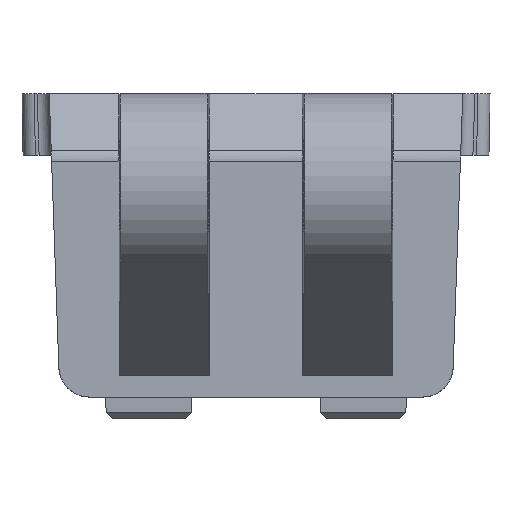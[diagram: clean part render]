
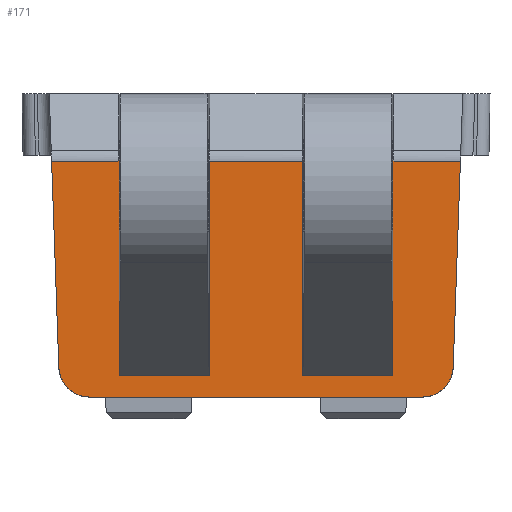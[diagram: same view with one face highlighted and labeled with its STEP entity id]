
A CAD part, top view. The second image highlights one B-rep face of the part: STEP entity #171.
In plain terms, the highlighted planar face has unit normal (0, 0, 1).
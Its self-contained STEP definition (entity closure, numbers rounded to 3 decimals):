
#74=CIRCLE('',#1491,1.);
#75=CIRCLE('',#1492,1.);
#110=PLANE('',#1493);
#171=ADVANCED_FACE('',(#271),#110,.T.);
#271=FACE_OUTER_BOUND('',#344,.T.);
#344=EDGE_LOOP('',(#487,#488,#489,#490,#491,#492,#493,#494,#495,#496,#497,
#498,#499,#500));
#487=ORIENTED_EDGE('',*,*,#1019,.F.);
#488=ORIENTED_EDGE('',*,*,#1020,.T.);
#489=ORIENTED_EDGE('',*,*,#1021,.T.);
#490=ORIENTED_EDGE('',*,*,#1022,.T.);
#491=ORIENTED_EDGE('',*,*,#1023,.F.);
#492=ORIENTED_EDGE('',*,*,#1024,.T.);
#493=ORIENTED_EDGE('',*,*,#1004,.T.);
#494=ORIENTED_EDGE('',*,*,#1025,.F.);
#495=ORIENTED_EDGE('',*,*,#1018,.F.);
#496=ORIENTED_EDGE('',*,*,#1026,.T.);
#497=ORIENTED_EDGE('',*,*,#1027,.T.);
#498=ORIENTED_EDGE('',*,*,#1028,.T.);
#499=ORIENTED_EDGE('',*,*,#1029,.T.);
#500=ORIENTED_EDGE('',*,*,#1030,.F.);
#871=VERTEX_POINT('',#2065);
#872=VERTEX_POINT('',#2067);
#879=VERTEX_POINT('',#2087);
#882=VERTEX_POINT('',#2093);
#883=VERTEX_POINT('',#2097);
#884=VERTEX_POINT('',#2098);
#885=VERTEX_POINT('',#2100);
#886=VERTEX_POINT('',#2102);
#887=VERTEX_POINT('',#2104);
#888=VERTEX_POINT('',#2106);
#889=VERTEX_POINT('',#2110);
#890=VERTEX_POINT('',#2112);
#891=VERTEX_POINT('',#2114);
#892=VERTEX_POINT('',#2116);
#1004=EDGE_CURVE('',#872,#871,#1206,.T.);
#1018=EDGE_CURVE('',#882,#879,#1214,.T.);
#1019=EDGE_CURVE('',#883,#884,#1215,.T.);
#1020=EDGE_CURVE('',#883,#885,#1216,.T.);
#1021=EDGE_CURVE('',#885,#886,#1217,.T.);
#1022=EDGE_CURVE('',#886,#887,#1218,.T.);
#1023=EDGE_CURVE('',#888,#887,#1219,.T.);
#1024=EDGE_CURVE('',#888,#872,#1220,.T.);
#1025=EDGE_CURVE('',#879,#871,#1221,.T.);
#1026=EDGE_CURVE('',#882,#889,#1222,.T.);
#1027=EDGE_CURVE('',#889,#890,#1223,.T.);
#1028=EDGE_CURVE('',#890,#891,#74,.T.);
#1029=EDGE_CURVE('',#891,#892,#1224,.T.);
#1030=EDGE_CURVE('',#884,#892,#75,.T.);
#1206=LINE('',#2066,#1336);
#1214=LINE('',#2094,#1344);
#1215=LINE('',#2096,#1345);
#1216=LINE('',#2099,#1346);
#1217=LINE('',#2101,#1347);
#1218=LINE('',#2103,#1348);
#1219=LINE('',#2105,#1349);
#1220=LINE('',#2107,#1350);
#1221=LINE('',#2108,#1351);
#1222=LINE('',#2109,#1352);
#1223=LINE('',#2111,#1353);
#1224=LINE('',#2115,#1354);
#1336=VECTOR('',#1638,1.);
#1344=VECTOR('',#1664,1.);
#1345=VECTOR('',#1667,1.);
#1346=VECTOR('',#1668,1.);
#1347=VECTOR('',#1669,1.);
#1348=VECTOR('',#1670,1.);
#1349=VECTOR('',#1671,1.);
#1350=VECTOR('',#1672,1.);
#1351=VECTOR('',#1673,1.);
#1352=VECTOR('',#1674,1.);
#1353=VECTOR('',#1675,1.);
#1354=VECTOR('',#1678,1.);
#1491=AXIS2_PLACEMENT_3D('',#2113,#1676,#1677);
#1492=AXIS2_PLACEMENT_3D('',#2117,#1679,#1680);
#1493=AXIS2_PLACEMENT_3D('',#2118,#1681,#1682);
#1638=DIRECTION('',(0.,-1.,0.));
#1664=DIRECTION('',(0.,-1.,0.));
#1667=DIRECTION('',(-0.035,-0.999,0.));
#1668=DIRECTION('',(-1.,0.,0.));
#1669=DIRECTION('',(0.,-1.,0.));
#1670=DIRECTION('',(-1.,0.,0.));
#1671=DIRECTION('',(0.,-1.,0.));
#1672=DIRECTION('',(-1.,0.,0.));
#1673=DIRECTION('',(1.,0.,0.));
#1674=DIRECTION('',(-1.,0.,0.));
#1675=DIRECTION('',(0.035,-0.999,0.));
#1676=DIRECTION('',(0.,0.,1.));
#1677=DIRECTION('',(-0.999,-0.035,0.));
#1678=DIRECTION('',(1.,0.,0.));
#1679=DIRECTION('',(0.,0.,-1.));
#1680=DIRECTION('',(0.999,-0.035,0.));
#1681=DIRECTION('',(0.,0.,1.));
#1682=DIRECTION('',(1.,0.,0.));
#2065=CARTESIAN_POINT('',(-1.53,-9.199,23.));
#2066=CARTESIAN_POINT('',(-1.53,-2.,23.));
#2067=CARTESIAN_POINT('',(-1.53,-2.207,23.));
#2087=CARTESIAN_POINT('',(-4.47,-9.199,23.));
#2093=CARTESIAN_POINT('',(-4.47,-2.207,23.));
#2094=CARTESIAN_POINT('',(-4.47,-2.,23.));
#2096=CARTESIAN_POINT('',(6.676,-2.,23.));
#2097=CARTESIAN_POINT('',(6.669,-2.207,23.));
#2098=CARTESIAN_POINT('',(6.434,-8.935,23.));
#2099=CARTESIAN_POINT('',(4.47,-2.207,23.));
#2100=CARTESIAN_POINT('',(4.47,-2.207,23.));
#2101=CARTESIAN_POINT('',(4.47,-2.,23.));
#2102=CARTESIAN_POINT('',(4.47,-9.199,23.));
#2103=CARTESIAN_POINT('',(4.47,-9.199,23.));
#2104=CARTESIAN_POINT('',(1.53,-9.199,23.));
#2105=CARTESIAN_POINT('',(1.53,-2.,23.));
#2106=CARTESIAN_POINT('',(1.53,-2.207,23.));
#2107=CARTESIAN_POINT('',(-1.53,-2.207,23.));
#2108=CARTESIAN_POINT('',(-4.47,-9.199,23.));
#2109=CARTESIAN_POINT('',(0.,-2.207,23.));
#2110=CARTESIAN_POINT('',(-6.669,-2.207,23.));
#2111=CARTESIAN_POINT('',(-6.676,-2.,23.));
#2112=CARTESIAN_POINT('',(-6.434,-8.935,23.));
#2113=CARTESIAN_POINT('',(-5.434,-8.9,23.));
#2114=CARTESIAN_POINT('',(-5.434,-9.9,23.));
#2115=CARTESIAN_POINT('',(-5.434,-9.9,23.));
#2116=CARTESIAN_POINT('',(5.434,-9.9,23.));
#2117=CARTESIAN_POINT('',(5.434,-8.9,23.));
#2118=CARTESIAN_POINT('',(0.,0.,23.));
